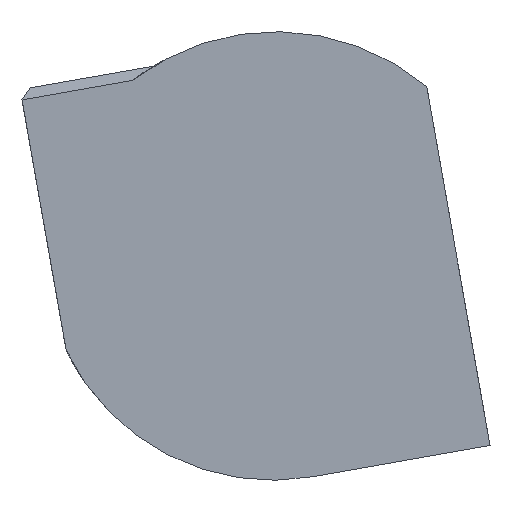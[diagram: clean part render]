
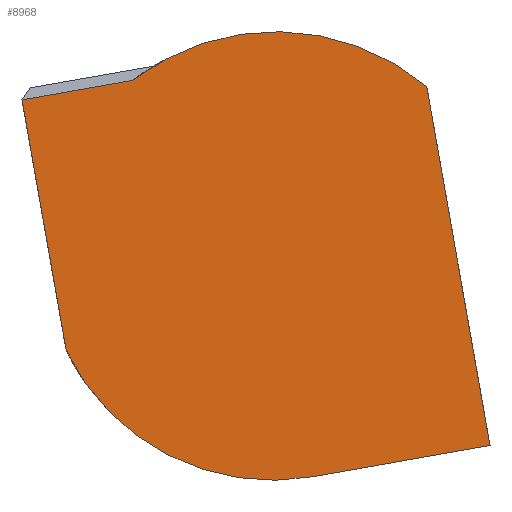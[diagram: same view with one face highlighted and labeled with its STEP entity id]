
A CAD part, left-side view. The second image highlights one B-rep face of the part: STEP entity #8968.
In plain terms, the highlighted planar face has unit normal (-1, 0, 0).
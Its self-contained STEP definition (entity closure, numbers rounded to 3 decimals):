
#206=PLANE('',#9502);
#903=FACE_OUTER_BOUND('',#1445,.T.);
#1445=EDGE_LOOP('',(#7526,#7527,#7528,#7529,#7530,#7531));
#1731=CIRCLE('',#9496,11.);
#1732=CIRCLE('',#9501,11.283);
#2610=LINE('',#25169,#3090);
#2624=LINE('',#29407,#3104);
#2637=LINE('',#29499,#3117);
#2642=LINE('',#29508,#3122);
#3090=VECTOR('',#10537,10.);
#3104=VECTOR('',#10643,10.);
#3117=VECTOR('',#10696,10.);
#3122=VECTOR('',#10707,10.);
#3870=VERTEX_POINT('',#25166);
#3871=VERTEX_POINT('',#25168);
#3893=VERTEX_POINT('',#29405);
#3894=VERTEX_POINT('',#29406);
#3913=VERTEX_POINT('',#29497);
#3914=VERTEX_POINT('',#29502);
#5058=EDGE_CURVE('',#3870,#3871,#2610,.T.);
#5130=EDGE_CURVE('',#3893,#3894,#2624,.T.);
#5157=EDGE_CURVE('',#3871,#3913,#2637,.T.);
#5159=EDGE_CURVE('',#3913,#3914,#1731,.T.);
#5163=EDGE_CURVE('',#3893,#3914,#2642,.T.);
#5166=EDGE_CURVE('',#3870,#3894,#1732,.T.);
#7526=ORIENTED_EDGE('',*,*,#5166,.T.);
#7527=ORIENTED_EDGE('',*,*,#5130,.F.);
#7528=ORIENTED_EDGE('',*,*,#5163,.T.);
#7529=ORIENTED_EDGE('',*,*,#5159,.F.);
#7530=ORIENTED_EDGE('',*,*,#5157,.F.);
#7531=ORIENTED_EDGE('',*,*,#5058,.F.);
#8968=ADVANCED_FACE('',(#903),#206,.T.);
#9496=AXIS2_PLACEMENT_3D('',#29503,#10700,#10701);
#9501=AXIS2_PLACEMENT_3D('',#29514,#10716,#10717);
#9502=AXIS2_PLACEMENT_3D('',#29515,#10718,#10719);
#10537=DIRECTION('',(0.,-0.174,-0.985));
#10643=DIRECTION('',(0.,-0.985,0.174));
#10696=DIRECTION('',(0.,0.985,-0.174));
#10700=DIRECTION('center_axis',(1.,0.,0.));
#10701=DIRECTION('ref_axis',(0.,0.707,-0.707));
#10707=DIRECTION('',(0.,-0.174,-0.985));
#10716=DIRECTION('center_axis',(-1.,0.,0.));
#10717=DIRECTION('ref_axis',(0.,-0.455,0.89));
#10718=DIRECTION('center_axis',(-1.,0.,0.));
#10719=DIRECTION('ref_axis',(0.,0.174,0.985));
#25166=CARTESIAN_POINT('',(-357.335,403.373,29.245));
#25168=CARTESIAN_POINT('',(-357.335,400.331,11.997));
#25169=CARTESIAN_POINT('',(-357.335,402.457,24.055));
#29405=CARTESIAN_POINT('',(-357.335,422.818,28.604));
#29406=CARTESIAN_POINT('',(-357.335,417.496,29.542));
#29407=CARTESIAN_POINT('',(-357.335,417.815,29.486));
#29497=CARTESIAN_POINT('',(-357.335,408.862,10.493));
#29499=CARTESIAN_POINT('',(-357.335,372.052,16.984));
#29502=CARTESIAN_POINT('',(-357.335,420.699,16.587));
#29503=CARTESIAN_POINT('Origin',(-357.335,410.772,21.326));
#29508=CARTESIAN_POINT('',(-357.335,420.992,18.249));
#29514=CARTESIAN_POINT('Origin',(-357.335,410.619,20.597));
#29515=CARTESIAN_POINT('Origin',(-357.335,417.877,28.692));
